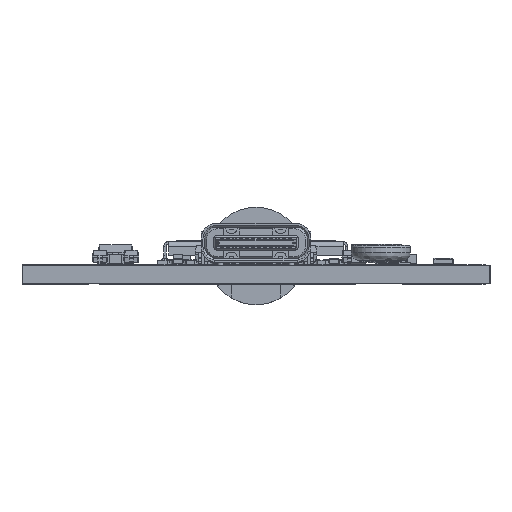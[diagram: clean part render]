
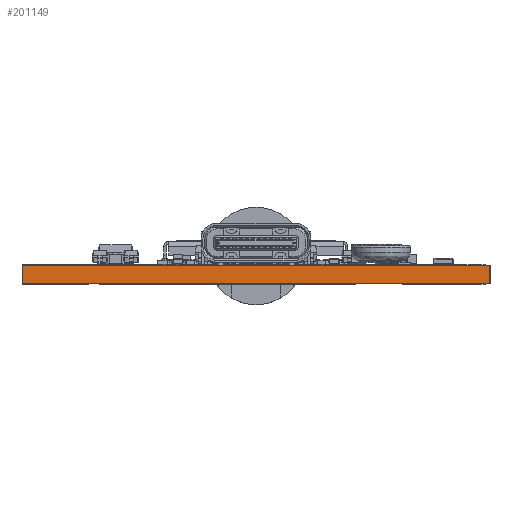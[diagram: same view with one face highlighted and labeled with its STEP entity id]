
A CAD part, left-side view. The second image highlights one B-rep face of the part: STEP entity #201149.
In plain terms, the highlighted planar face has unit normal (-1, 0, 0).
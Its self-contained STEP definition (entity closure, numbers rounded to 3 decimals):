
#200230 = VERTEX_POINT('',#200231);
#200231 = CARTESIAN_POINT('',(0.001,38.1,0.));
#200237 = EDGE_CURVE('',#200238,#200230,#200240,.T.);
#200238 = VERTEX_POINT('',#200239);
#200239 = CARTESIAN_POINT('',(0.001,-0.,0.));
#200240 = LINE('',#200241,#200242);
#200241 = CARTESIAN_POINT('',(0.001,-0.,0.));
#200242 = VECTOR('',#200243,1.);
#200243 = DIRECTION('',(0.,1.,0.));
#200676 = VERTEX_POINT('',#200677);
#200677 = CARTESIAN_POINT('',(0.001,38.1,1.51));
#200683 = EDGE_CURVE('',#200684,#200676,#200686,.T.);
#200684 = VERTEX_POINT('',#200685);
#200685 = CARTESIAN_POINT('',(0.001,0.,1.51));
#200686 = LINE('',#200687,#200688);
#200687 = CARTESIAN_POINT('',(0.001,0.,1.51));
#200688 = VECTOR('',#200689,1.);
#200689 = DIRECTION('',(0.,1.,0.));
#201119 = EDGE_CURVE('',#200230,#200676,#201120,.T.);
#201120 = LINE('',#201121,#201122);
#201121 = CARTESIAN_POINT('',(0.001,38.1,0.));
#201122 = VECTOR('',#201123,1.);
#201123 = DIRECTION('',(0.,0.,1.));
#201149 = ADVANCED_FACE('',(#201150),#201161,.T.);
#201150 = FACE_BOUND('',#201151,.T.);
#201151 = EDGE_LOOP('',(#201152,#201158,#201159,#201160));
#201152 = ORIENTED_EDGE('',*,*,#201153,.T.);
#201153 = EDGE_CURVE('',#200238,#200684,#201154,.T.);
#201154 = LINE('',#201155,#201156);
#201155 = CARTESIAN_POINT('',(0.001,-0.,0.));
#201156 = VECTOR('',#201157,1.);
#201157 = DIRECTION('',(0.,0.,1.));
#201158 = ORIENTED_EDGE('',*,*,#200683,.T.);
#201159 = ORIENTED_EDGE('',*,*,#201119,.F.);
#201160 = ORIENTED_EDGE('',*,*,#200237,.F.);
#201161 = PLANE('',#201162);
#201162 = AXIS2_PLACEMENT_3D('',#201163,#201164,#201165);
#201163 = CARTESIAN_POINT('',(0.001,0.,0.));
#201164 = DIRECTION('',(-1.,0.,0.));
#201165 = DIRECTION('',(0.,1.,0.));
